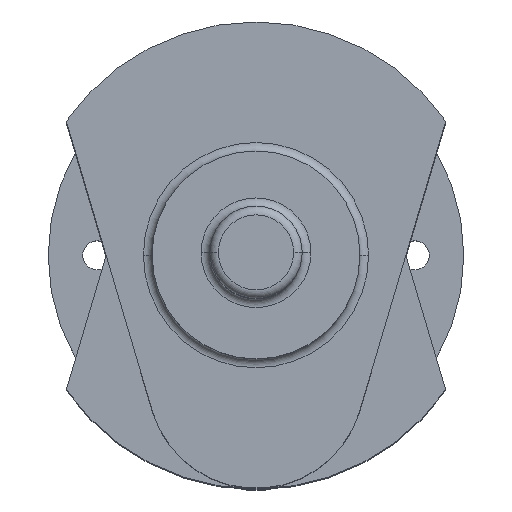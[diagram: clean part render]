
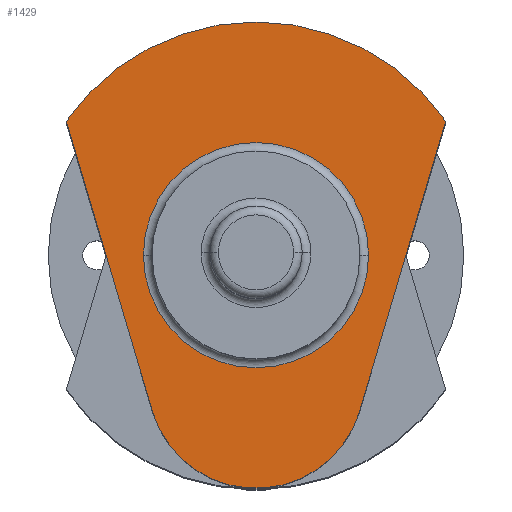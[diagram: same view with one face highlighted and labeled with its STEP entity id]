
A CAD part, top view. The second image highlights one B-rep face of the part: STEP entity #1429.
In plain terms, the highlighted planar face has unit normal (0, 0, 1).
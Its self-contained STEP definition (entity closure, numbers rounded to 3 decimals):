
#43 = DIRECTION ( 'NONE',  ( 0., 0., -1. ) ) ;
#79 = CARTESIAN_POINT ( 'NONE',  ( -35.749, -55.326, 15. ) ) ;
#118 = CARTESIAN_POINT ( 'NONE',  ( 0., -0.75, 15. ) ) ;
#199 = AXIS2_PLACEMENT_3D ( 'NONE', #557, #2655, #2087 ) ;
#405 = CIRCLE ( 'NONE', #2854, 39. ) ;
#409 = CARTESIAN_POINT ( 'NONE',  ( -39., -0.75, 15. ) ) ;
#422 = ORIENTED_EDGE ( 'NONE', *, *, #3421, .F. ) ;
#470 = AXIS2_PLACEMENT_3D ( 'NONE', #2542, #3787, #1935 ) ;
#555 = CARTESIAN_POINT ( 'NONE',  ( 47.931, -14.198, 15. ) ) ;
#557 = CARTESIAN_POINT ( 'NONE',  ( 0., -44., 15. ) ) ;
#562 = EDGE_CURVE ( 'NONE', #2399, #2238, #3206, .T. ) ;
#716 = ORIENTED_EDGE ( 'NONE', *, *, #562, .T. ) ;
#741 = FACE_BOUND ( 'NONE', #3269, .T. ) ;
#759 = PLANE ( 'NONE',  #470 ) ;
#956 = ORIENTED_EDGE ( 'NONE', *, *, #2319, .T. ) ;
#1104 = CARTESIAN_POINT ( 'NONE',  ( -47.931, -14.198, 15. ) ) ;
#1158 = DIRECTION ( 'NONE',  ( -0.284, -0.959, 0. ) ) ;
#1254 = DIRECTION ( 'NONE',  ( 1., 0., 0. ) ) ;
#1355 = VECTOR ( 'NONE', #1158, 1000. ) ;
#1418 = VERTEX_POINT ( 'NONE', #409 ) ;
#1429 = ADVANCED_FACE ( 'NONE', ( #741, #3519 ), #759, .T. ) ;
#1475 = AXIS2_PLACEMENT_3D ( 'NONE', #2799, #43, #1254 ) ;
#1535 = CIRCLE ( 'NONE', #1475, 80. ) ;
#1537 = CARTESIAN_POINT ( 'NONE',  ( 0., -0.75, 15. ) ) ;
#1647 = DIRECTION ( 'NONE',  ( 0., 0., -1. ) ) ;
#1678 = DIRECTION ( 'NONE',  ( 0.284, -0.959, 0. ) ) ;
#1728 = CARTESIAN_POINT ( 'NONE',  ( 39., -0.75, 15. ) ) ;
#1735 = EDGE_CURVE ( 'NONE', #3707, #1418, #405, .T. ) ;
#1874 = VERTEX_POINT ( 'NONE', #1911 ) ;
#1911 = CARTESIAN_POINT ( 'NONE',  ( 35.749, -55.326, 15. ) ) ;
#1935 = DIRECTION ( 'NONE',  ( 1., 0., 0. ) ) ;
#2046 = AXIS2_PLACEMENT_3D ( 'NONE', #118, #1647, #3498 ) ;
#2071 = EDGE_CURVE ( 'NONE', #3331, #1874, #2694, .T. ) ;
#2087 = DIRECTION ( 'NONE',  ( 1., 0., 0. ) ) ;
#2238 = VERTEX_POINT ( 'NONE', #79 ) ;
#2319 = EDGE_CURVE ( 'NONE', #1418, #3707, #3810, .T. ) ;
#2399 = VERTEX_POINT ( 'NONE', #3046 ) ;
#2411 = CARTESIAN_POINT ( 'NONE',  ( 65.67, 45.688, 15. ) ) ;
#2455 = ORIENTED_EDGE ( 'NONE', *, *, #1735, .T. ) ;
#2542 = CARTESIAN_POINT ( 'NONE',  ( 0., 0., 15. ) ) ;
#2567 = ORIENTED_EDGE ( 'NONE', *, *, #2071, .F. ) ;
#2655 = DIRECTION ( 'NONE',  ( 0., 0., 1. ) ) ;
#2685 = ORIENTED_EDGE ( 'NONE', *, *, #3301, .T. ) ;
#2694 = LINE ( 'NONE', #555, #1355 ) ;
#2799 = CARTESIAN_POINT ( 'NONE',  ( 0., 0., 15. ) ) ;
#2854 = AXIS2_PLACEMENT_3D ( 'NONE', #1537, #3417, #3396 ) ;
#3015 = VECTOR ( 'NONE', #1678, 1000. ) ;
#3046 = CARTESIAN_POINT ( 'NONE',  ( -65.67, 45.688, 15. ) ) ;
#3206 = LINE ( 'NONE', #1104, #3015 ) ;
#3269 = EDGE_LOOP ( 'NONE', ( #2455, #956 ) ) ;
#3301 = EDGE_CURVE ( 'NONE', #2238, #1874, #3662, .T. ) ;
#3331 = VERTEX_POINT ( 'NONE', #2411 ) ;
#3396 = DIRECTION ( 'NONE',  ( 1., 0., 0. ) ) ;
#3417 = DIRECTION ( 'NONE',  ( 0., 0., -1. ) ) ;
#3421 = EDGE_CURVE ( 'NONE', #2399, #3331, #1535, .T. ) ;
#3498 = DIRECTION ( 'NONE',  ( 1., 0., 0. ) ) ;
#3519 = FACE_OUTER_BOUND ( 'NONE', #3806, .T. ) ;
#3662 = CIRCLE ( 'NONE', #199, 37.5 ) ;
#3707 = VERTEX_POINT ( 'NONE', #1728 ) ;
#3787 = DIRECTION ( 'NONE',  ( 0., 0., 1. ) ) ;
#3806 = EDGE_LOOP ( 'NONE', ( #716, #2685, #2567, #422 ) ) ;
#3810 = CIRCLE ( 'NONE', #2046, 39. ) ;
